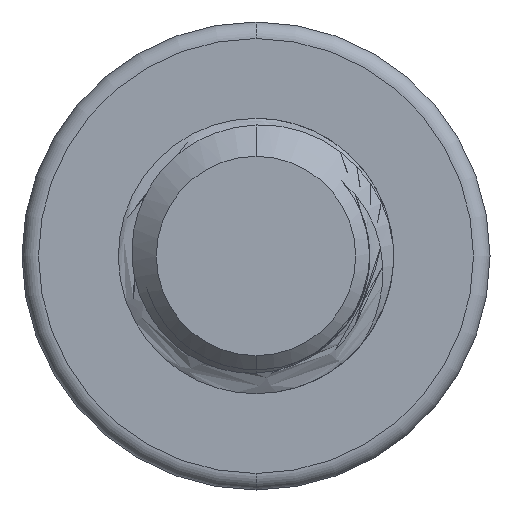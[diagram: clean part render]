
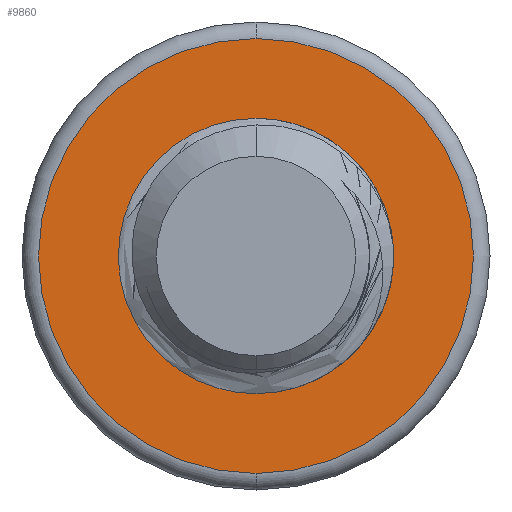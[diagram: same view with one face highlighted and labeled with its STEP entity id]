
A CAD part, front view. The second image highlights one B-rep face of the part: STEP entity #9860.
In plain terms, the highlighted planar face has unit normal (0, -1, 0).
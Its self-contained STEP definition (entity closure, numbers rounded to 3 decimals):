
#94 = EDGE_CURVE ( 'NONE', #8679, #6702, #12737, .T. ) ;
#247 = CARTESIAN_POINT ( 'NONE',  ( 2.317, 60., -0.563 ) ) ;
#822 = AXIS2_PLACEMENT_3D ( 'NONE', #7236, #3572, #5931 ) ;
#1294 = DIRECTION ( 'NONE',  ( 0., -1., 0. ) ) ;
#1403 = CARTESIAN_POINT ( 'NONE',  ( -2.126, 60., -0.661 ) ) ;
#1463 = CARTESIAN_POINT ( 'NONE',  ( 2.193, 60., -1.113 ) ) ;
#1628 = CARTESIAN_POINT ( 'NONE',  ( -0.189, 60., -2.483 ) ) ;
#1690 = EDGE_LOOP ( 'NONE', ( #9711, #14985 ) ) ;
#1788 = CARTESIAN_POINT ( 'NONE',  ( 2.147, 60., 0.722 ) ) ;
#1932 = B_SPLINE_CURVE_WITH_KNOTS ( 'NONE', 3,
 ( #4267, #6482, #14881, #14578, #13672, #7954, #13591, #6410, #3063, #11099 ),
 .UNSPECIFIED., .F., .F.,
 ( 4, 2, 2, 2, 4 ),
 ( 0., 0.001, 0.002, 0.002, 0.003 ),
 .UNSPECIFIED. ) ;
#1939 = CARTESIAN_POINT ( 'NONE',  ( 2.311, 60., 0.187 ) ) ;
#1958 = VERTEX_POINT ( 'NONE', #7197 ) ;
#2243 = AXIS2_PLACEMENT_3D ( 'NONE', #2918, #1294, #7066 ) ;
#2761 = VERTEX_POINT ( 'NONE', #6699 ) ;
#2829 = CARTESIAN_POINT ( 'NONE',  ( -2.019, 60., -1.025 ) ) ;
#2918 = CARTESIAN_POINT ( 'NONE',  ( 0., 60., 0. ) ) ;
#2920 = CARTESIAN_POINT ( 'NONE',  ( 0.775, 60., 1.916 ) ) ;
#2934 = AXIS2_PLACEMENT_3D ( 'NONE', #12698, #13004, #14143 ) ;
#3063 = CARTESIAN_POINT ( 'NONE',  ( 0.525, 60., 2.017 ) ) ;
#3069 = CARTESIAN_POINT ( 'NONE',  ( 1.85, 60., 1.203 ) ) ;
#3483 = EDGE_LOOP ( 'NONE', ( #10842, #12610, #12103, #4634 ) ) ;
#3572 = DIRECTION ( 'NONE',  ( 0., -1., 0. ) ) ;
#3654 = CARTESIAN_POINT ( 'NONE',  ( 2.337, 60., -0.375 ) ) ;
#3959 = CARTESIAN_POINT ( 'NONE',  ( -1.221, 60., -2.054 ) ) ;
#4175 = CARTESIAN_POINT ( 'NONE',  ( 0., 60., 0. ) ) ;
#4200 = CARTESIAN_POINT ( 'NONE',  ( 0.957, 60., 1.864 ) ) ;
#4267 = CARTESIAN_POINT ( 'NONE',  ( -1.905, 60., 0.802 ) ) ;
#4634 = ORIENTED_EDGE ( 'NONE', *, *, #10914, .T. ) ;
#4757 = VERTEX_POINT ( 'NONE', #7815 ) ;
#4802 = CARTESIAN_POINT ( 'NONE',  ( -2.066, 60., 0.459 ) ) ;
#4954 = CARTESIAN_POINT ( 'NONE',  ( -0.727, 60., -2.327 ) ) ;
#5011 = CARTESIAN_POINT ( 'NONE',  ( 1.784, 60., -1.752 ) ) ;
#5245 = FACE_OUTER_BOUND ( 'NONE', #1690, .T. ) ;
#5372 = CIRCLE ( 'NONE', #2243, 3.95 ) ;
#5931 = DIRECTION ( 'NONE',  ( 0., 0., 1. ) ) ;
#6124 = AXIS2_PLACEMENT_3D ( 'NONE', #4175, #8845, #14490 ) ;
#6180 = EDGE_CURVE ( 'NONE', #6702, #1958, #12696, .T. ) ;
#6252 = CARTESIAN_POINT ( 'NONE',  ( -1.369, 60., -1.939 ) ) ;
#6326 = CARTESIAN_POINT ( 'NONE',  ( -2.168, 60., -0.096 ) ) ;
#6410 = CARTESIAN_POINT ( 'NONE',  ( 0.263, 60., 2.068 ) ) ;
#6418 = CARTESIAN_POINT ( 'NONE',  ( 2.217, 60., 0.547 ) ) ;
#6482 = CARTESIAN_POINT ( 'NONE',  ( -1.801, 60., 1.05 ) ) ;
#6565 = CARTESIAN_POINT ( 'NONE',  ( 2.334, 60., -0.002 ) ) ;
#6699 = CARTESIAN_POINT ( 'NONE',  ( 0., 60., -3.95 ) ) ;
#6702 = VERTEX_POINT ( 'NONE', #10564 ) ;
#6915 = EDGE_CURVE ( 'NONE', #1958, #4757, #11895, .T. ) ;
#7066 = DIRECTION ( 'NONE',  ( 0., 0., 1. ) ) ;
#7197 = CARTESIAN_POINT ( 'NONE',  ( 0., 60., -2.5 ) ) ;
#7236 = CARTESIAN_POINT ( 'NONE',  ( 0., 60., 0. ) ) ;
#7727 = CARTESIAN_POINT ( 'NONE',  ( 1.126, 60., 1.786 ) ) ;
#7815 = CARTESIAN_POINT ( 'NONE',  ( -1.905, 60., 0.802 ) ) ;
#7954 = CARTESIAN_POINT ( 'NONE',  ( -0.545, 60., 2.012 ) ) ;
#8095 = EDGE_CURVE ( 'NONE', #2761, #8306, #5372, .T. ) ;
#8306 = VERTEX_POINT ( 'NONE', #12456 ) ;
#8331 = CARTESIAN_POINT ( 'NONE',  ( -0.372, 60., -2.444 ) ) ;
#8679 = VERTEX_POINT ( 'NONE', #13353 ) ;
#8845 = DIRECTION ( 'NONE',  ( 0., 1., 0. ) ) ;
#9711 = ORIENTED_EDGE ( 'NONE', *, *, #12520, .T. ) ;
#9767 = CARTESIAN_POINT ( 'NONE',  ( -1.637, 60., -1.671 ) ) ;
#9860 = ADVANCED_FACE ( 'NONE', ( #5245, #11083 ), #11151, .F. ) ;
#10401 = CARTESIAN_POINT ( 'NONE',  ( 1.592, 60., 1.472 ) ) ;
#10564 = CARTESIAN_POINT ( 'NONE',  ( 1.784, 60., -1.752 ) ) ;
#10842 = ORIENTED_EDGE ( 'NONE', *, *, #94, .T. ) ;
#10914 = EDGE_CURVE ( 'NONE', #4757, #8679, #1932, .T. ) ;
#11009 = CARTESIAN_POINT ( 'NONE',  ( -2.152, 60., 0.09 ) ) ;
#11083 = FACE_BOUND ( 'NONE', #3483, .T. ) ;
#11099 = CARTESIAN_POINT ( 'NONE',  ( 0.775, 60., 1.916 ) ) ;
#11151 = PLANE ( 'NONE',  #6124 ) ;
#11851 = CARTESIAN_POINT ( 'NONE',  ( -0.901, 60., -2.247 ) ) ;
#11895 = B_SPLINE_CURVE_WITH_KNOTS ( 'NONE', 3,
 ( #12069, #1628, #8331, #4954, #11851, #3959, #6252, #9767, #13278, #12000, #2829, #1403, #12139, #6326, #11009, #4802, #12987, #14126 ),
 .UNSPECIFIED., .F., .F.,
 ( 4, 2, 2, 2, 2, 2, 2, 2, 4 ),
 ( 0., 0.001, 0.001, 0.002, 0.002, 0.003, 0.003, 0.004, 0.004 ),
 .UNSPECIFIED. ) ;
#12000 = CARTESIAN_POINT ( 'NONE',  ( -1.945, 60., -1.196 ) ) ;
#12069 = CARTESIAN_POINT ( 'NONE',  ( 0., 60., -2.5 ) ) ;
#12103 = ORIENTED_EDGE ( 'NONE', *, *, #6915, .T. ) ;
#12139 = CARTESIAN_POINT ( 'NONE',  ( -2.156, 60., -0.472 ) ) ;
#12231 = CARTESIAN_POINT ( 'NONE',  ( 1.445, 60., 1.591 ) ) ;
#12456 = CARTESIAN_POINT ( 'NONE',  ( 0., 60., 3.95 ) ) ;
#12520 = EDGE_CURVE ( 'NONE', #8306, #2761, #13956, .T. ) ;
#12610 = ORIENTED_EDGE ( 'NONE', *, *, #6180, .T. ) ;
#12696 = CIRCLE ( 'NONE', #2934, 2.5 ) ;
#12698 = CARTESIAN_POINT ( 'NONE',  ( 0., 60., 0. ) ) ;
#12737 = B_SPLINE_CURVE_WITH_KNOTS ( 'NONE', 3,
 ( #2920, #4200, #7727, #12231, #10401, #3069, #15024, #1788, #6418, #1939, #6565, #3654, #247, #1463, #13112, #5011 ),
 .UNSPECIFIED., .F., .F.,
 ( 4, 2, 2, 2, 2, 2, 2, 4 ),
 ( 0., 0.001, 0.001, 0.002, 0.002, 0.003, 0.003, 0.004 ),
 .UNSPECIFIED. ) ;
#12987 = CARTESIAN_POINT ( 'NONE',  ( -1.998, 60., 0.636 ) ) ;
#13004 = DIRECTION ( 'NONE',  ( 0., 1., 0. ) ) ;
#13112 = CARTESIAN_POINT ( 'NONE',  ( 2.023, 60., -1.46 ) ) ;
#13278 = CARTESIAN_POINT ( 'NONE',  ( -1.754, 60., -1.52 ) ) ;
#13353 = CARTESIAN_POINT ( 'NONE',  ( 0.775, 60., 1.916 ) ) ;
#13591 = CARTESIAN_POINT ( 'NONE',  ( -0.276, 60., 2.066 ) ) ;
#13672 = CARTESIAN_POINT ( 'NONE',  ( -1.041, 60., 1.806 ) ) ;
#13956 = CIRCLE ( 'NONE', #822, 3.95 ) ;
#14126 = CARTESIAN_POINT ( 'NONE',  ( -1.905, 60., 0.802 ) ) ;
#14143 = DIRECTION ( 'NONE',  ( 0., 0., 1. ) ) ;
#14490 = DIRECTION ( 'NONE',  ( 0., 0., 1. ) ) ;
#14578 = CARTESIAN_POINT ( 'NONE',  ( -1.27, 60., 1.652 ) ) ;
#14881 = CARTESIAN_POINT ( 'NONE',  ( -1.647, 60., 1.276 ) ) ;
#14985 = ORIENTED_EDGE ( 'NONE', *, *, #8095, .T. ) ;
#15024 = CARTESIAN_POINT ( 'NONE',  ( 1.964, 60., 1.05 ) ) ;
